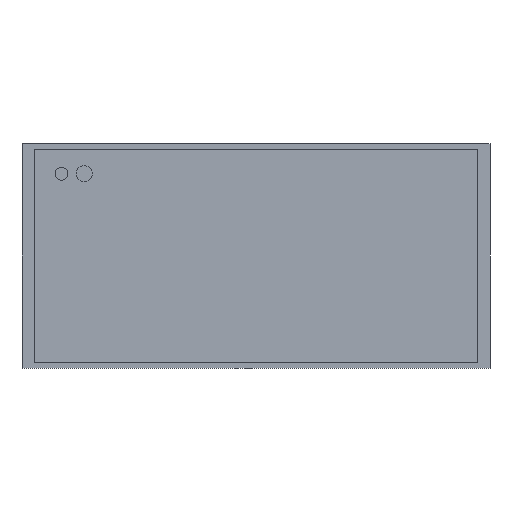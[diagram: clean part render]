
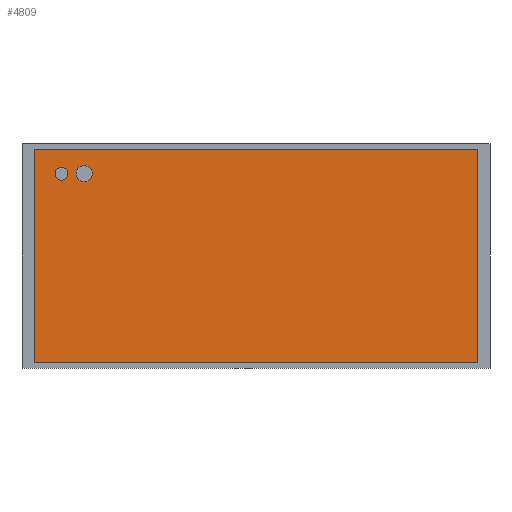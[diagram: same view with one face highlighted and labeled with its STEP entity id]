
A CAD part, front view. The second image highlights one B-rep face of the part: STEP entity #4809.
In plain terms, the highlighted planar face has unit normal (0, -1, 0).
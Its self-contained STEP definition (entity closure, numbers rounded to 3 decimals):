
#75=FACE_BOUND('',#680,.T.);
#76=FACE_BOUND('',#681,.T.);
#103=PLANE('',#5160);
#382=FACE_OUTER_BOUND('',#679,.T.);
#679=EDGE_LOOP('',(#3494,#3495,#3496,#3497));
#680=EDGE_LOOP('',(#3498));
#681=EDGE_LOOP('',(#3499));
#997=LINE('',#6852,#1639);
#999=LINE('',#6856,#1641);
#1001=LINE('',#6860,#1643);
#1003=LINE('',#6863,#1645);
#1639=VECTOR('',#5541,10.);
#1641=VECTOR('',#5545,10.);
#1643=VECTOR('',#5549,10.);
#1645=VECTOR('',#5553,10.);
#2251=CIRCLE('',#5139,20.);
#2253=CIRCLE('',#5143,25.);
#2287=VERTEX_POINT('',#6778);
#2289=VERTEX_POINT('',#6785);
#2310=VERTEX_POINT('',#6849);
#2311=VERTEX_POINT('',#6851);
#2312=VERTEX_POINT('',#6855);
#2313=VERTEX_POINT('',#6859);
#2740=EDGE_CURVE('',#2287,#2287,#2251,.T.);
#2743=EDGE_CURVE('',#2289,#2289,#2253,.T.);
#2773=EDGE_CURVE('',#2311,#2310,#997,.T.);
#2775=EDGE_CURVE('',#2312,#2311,#999,.T.);
#2777=EDGE_CURVE('',#2313,#2312,#1001,.T.);
#2779=EDGE_CURVE('',#2310,#2313,#1003,.T.);
#3494=ORIENTED_EDGE('',*,*,#2779,.T.);
#3495=ORIENTED_EDGE('',*,*,#2777,.T.);
#3496=ORIENTED_EDGE('',*,*,#2775,.T.);
#3497=ORIENTED_EDGE('',*,*,#2773,.T.);
#3498=ORIENTED_EDGE('',*,*,#2740,.T.);
#3499=ORIENTED_EDGE('',*,*,#2743,.T.);
#4809=ADVANCED_FACE('',(#382,#75,#76),#103,.T.);
#5139=AXIS2_PLACEMENT_3D('',#6780,#5475,#5476);
#5143=AXIS2_PLACEMENT_3D('',#6787,#5484,#5485);
#5160=AXIS2_PLACEMENT_3D('',#6864,#5554,#5555);
#5475=DIRECTION('center_axis',(0.,1.,0.));
#5476=DIRECTION('ref_axis',(1.,0.,0.));
#5484=DIRECTION('center_axis',(0.,1.,0.));
#5485=DIRECTION('ref_axis',(1.,0.,0.));
#5541=DIRECTION('',(-1.,0.,0.));
#5545=DIRECTION('',(0.,0.,1.));
#5549=DIRECTION('',(1.,0.,0.));
#5553=DIRECTION('',(0.,0.,-1.));
#5554=DIRECTION('center_axis',(0.,-1.,0.));
#5555=DIRECTION('ref_axis',(0.,0.,-1.));
#6778=CARTESIAN_POINT('',(-622.5,-370.,255.));
#6780=CARTESIAN_POINT('Origin',(-602.5,-370.,255.));
#6785=CARTESIAN_POINT('',(-557.5,-370.,255.));
#6787=CARTESIAN_POINT('Origin',(-532.5,-370.,255.));
#6849=CARTESIAN_POINT('',(-687.5,-370.,330.));
#6851=CARTESIAN_POINT('',(687.5,-370.,330.));
#6852=CARTESIAN_POINT('',(-687.5,-370.,330.));
#6855=CARTESIAN_POINT('',(687.5,-370.,-330.));
#6856=CARTESIAN_POINT('',(687.5,-370.,330.));
#6859=CARTESIAN_POINT('',(-687.5,-370.,-330.));
#6860=CARTESIAN_POINT('',(687.5,-370.,-330.));
#6863=CARTESIAN_POINT('',(-687.5,-370.,-330.));
#6864=CARTESIAN_POINT('Origin',(0.,-370.,0.));
